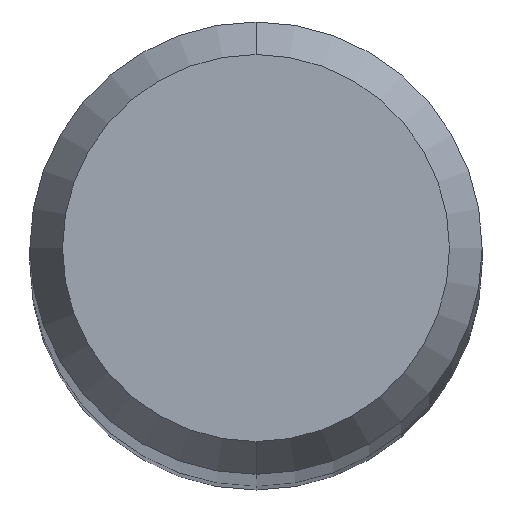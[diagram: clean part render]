
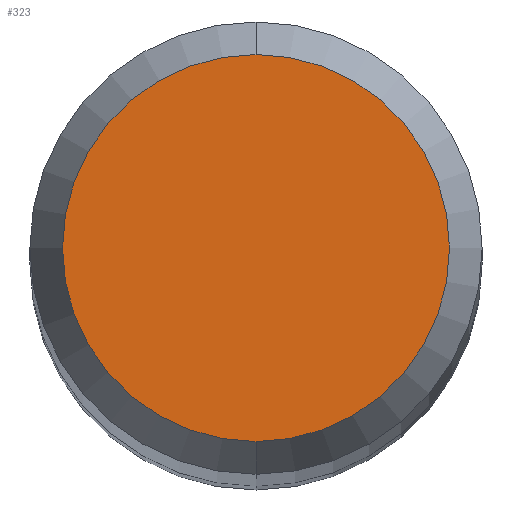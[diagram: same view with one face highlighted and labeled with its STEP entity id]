
A CAD part, top view. The second image highlights one B-rep face of the part: STEP entity #323.
In plain terms, the highlighted planar face has unit normal (0, 0, 1).
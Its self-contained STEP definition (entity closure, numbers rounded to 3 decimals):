
#171=EDGE_CURVE('',#331,#375,#425,.T.);
#311=EDGE_CURVE('',#375,#331,#577,.T.);
#323=ADVANCED_FACE('',(#589),#590,.T.);
#331=VERTEX_POINT('',#599);
#375=VERTEX_POINT('',#649);
#425=CIRCLE('',#713,1.358);
#577=CIRCLE('',#1049,1.358);
#589=FACE_OUTER_BOUND('',#1064,.T.);
#590=PLANE('',#1065);
#599=CARTESIAN_POINT('',(0.,-1.358,0.0));
#649=CARTESIAN_POINT('',(0.0,1.358,0.0));
#713=AXIS2_PLACEMENT_3D('',#1241,#1242,#1243);
#1049=AXIS2_PLACEMENT_3D('',#1401,#1402,#1403);
#1064=EDGE_LOOP('',(#1409,#1410));
#1065=AXIS2_PLACEMENT_3D('',#1411,#1412,#1413);
#1241=CARTESIAN_POINT('',(0.0,0.0,0.0));
#1242=DIRECTION('',(0.0,0.0,-1.0));
#1243=DIRECTION('',(0.0,1.0,0.0));
#1401=CARTESIAN_POINT('',(0.0,0.0,0.0));
#1402=DIRECTION('',(0.0,0.0,-1.0));
#1403=DIRECTION('',(0.0,1.0,0.0));
#1409=ORIENTED_EDGE('',*,*,#311,.F.);
#1410=ORIENTED_EDGE('',*,*,#171,.F.);
#1411=CARTESIAN_POINT('',(0.0,0.679,0.0));
#1412=DIRECTION('',(-0.0,0.0,1.0));
#1413=DIRECTION('',(0.0,-1.0,0.0));
